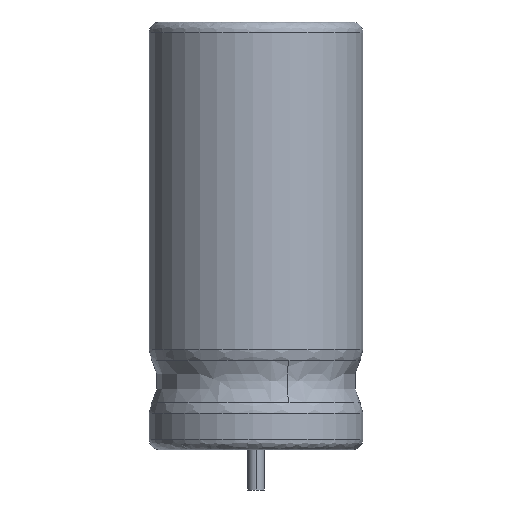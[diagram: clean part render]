
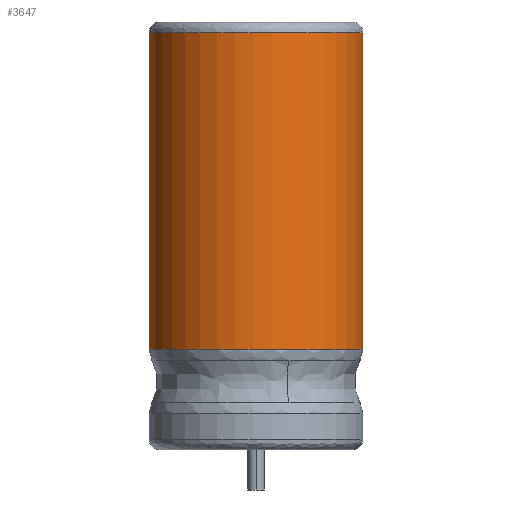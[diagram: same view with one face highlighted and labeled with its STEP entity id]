
A CAD part, left-side view. The second image highlights one B-rep face of the part: STEP entity #3647.
In plain terms, the highlighted cylindrical face has radius 4 mm (diameter 8 mm), a partial arc.
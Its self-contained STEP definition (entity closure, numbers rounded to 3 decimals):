
#141 = LINE ( 'NONE', #457, #302 ) ;
#288 = CARTESIAN_POINT ( 'NONE',  ( 3.759, -1.368, 7.121 ) ) ;
#302 = VECTOR ( 'NONE', #376, 1000. ) ;
#376 = DIRECTION ( 'NONE',  ( 0., 0., -1. ) ) ;
#457 = CARTESIAN_POINT ( 'NONE',  ( 3.759, 1.368, -0.418 ) ) ;
#544 = AXIS2_PLACEMENT_3D ( 'NONE', #737, #1648, #1998 ) ;
#675 = EDGE_CURVE ( 'NONE', #3589, #3642, #687, .T. ) ;
#687 = CIRCLE ( 'NONE', #2937, 4. ) ;
#737 = CARTESIAN_POINT ( 'NONE',  ( 0., 0., 1.281 ) ) ;
#817 = ORIENTED_EDGE ( 'NONE', *, *, #1547, .T. ) ;
#952 = EDGE_LOOP ( 'NONE', ( #3350, #817, #3546, #3332 ) ) ;
#1168 = CARTESIAN_POINT ( 'NONE',  ( 3.759, -1.368, -0.418 ) ) ;
#1276 = EDGE_CURVE ( 'NONE', #1878, #3642, #3929, .T. ) ;
#1547 = EDGE_CURVE ( 'NONE', #2528, #3589, #141, .T. ) ;
#1648 = DIRECTION ( 'NONE',  ( 0., 0., 1. ) ) ;
#1777 = CIRCLE ( 'NONE', #3748, 4. ) ;
#1852 = FACE_OUTER_BOUND ( 'NONE', #952, .T. ) ;
#1878 = VERTEX_POINT ( 'NONE', #288 ) ;
#1998 = DIRECTION ( 'NONE',  ( 1., 0., 0. ) ) ;
#2115 = DIRECTION ( 'NONE',  ( 0., 0., 1. ) ) ;
#2397 = DIRECTION ( 'NONE',  ( 0., 0., -1. ) ) ;
#2498 = CARTESIAN_POINT ( 'NONE',  ( 0., 0., 7.121 ) ) ;
#2528 = VERTEX_POINT ( 'NONE', #3035 ) ;
#2807 = DIRECTION ( 'NONE',  ( 1., 0., 0. ) ) ;
#2937 = AXIS2_PLACEMENT_3D ( 'NONE', #3045, #2115, #3632 ) ;
#3035 = CARTESIAN_POINT ( 'NONE',  ( 3.759, 1.368, 7.121 ) ) ;
#3045 = CARTESIAN_POINT ( 'NONE',  ( 0., 0., -4.722 ) ) ;
#3096 = CARTESIAN_POINT ( 'NONE',  ( 3.759, -1.368, -4.722 ) ) ;
#3131 = CYLINDRICAL_SURFACE ( 'NONE', #544, 4. ) ;
#3332 = ORIENTED_EDGE ( 'NONE', *, *, #1276, .F. ) ;
#3350 = ORIENTED_EDGE ( 'NONE', *, *, #3537, .T. ) ;
#3415 = DIRECTION ( 'NONE',  ( 0., 0., -1. ) ) ;
#3537 = EDGE_CURVE ( 'NONE', #1878, #2528, #1777, .T. ) ;
#3546 = ORIENTED_EDGE ( 'NONE', *, *, #675, .T. ) ;
#3589 = VERTEX_POINT ( 'NONE', #3766 ) ;
#3632 = DIRECTION ( 'NONE',  ( 1., 0., 0. ) ) ;
#3642 = VERTEX_POINT ( 'NONE', #3096 ) ;
#3647 = ADVANCED_FACE ( 'NONE', ( #1852 ), #3131, .T. ) ;
#3748 = AXIS2_PLACEMENT_3D ( 'NONE', #2498, #3415, #2807 ) ;
#3766 = CARTESIAN_POINT ( 'NONE',  ( 3.759, 1.368, -4.722 ) ) ;
#3786 = VECTOR ( 'NONE', #2397, 1000. ) ;
#3929 = LINE ( 'NONE', #1168, #3786 ) ;
